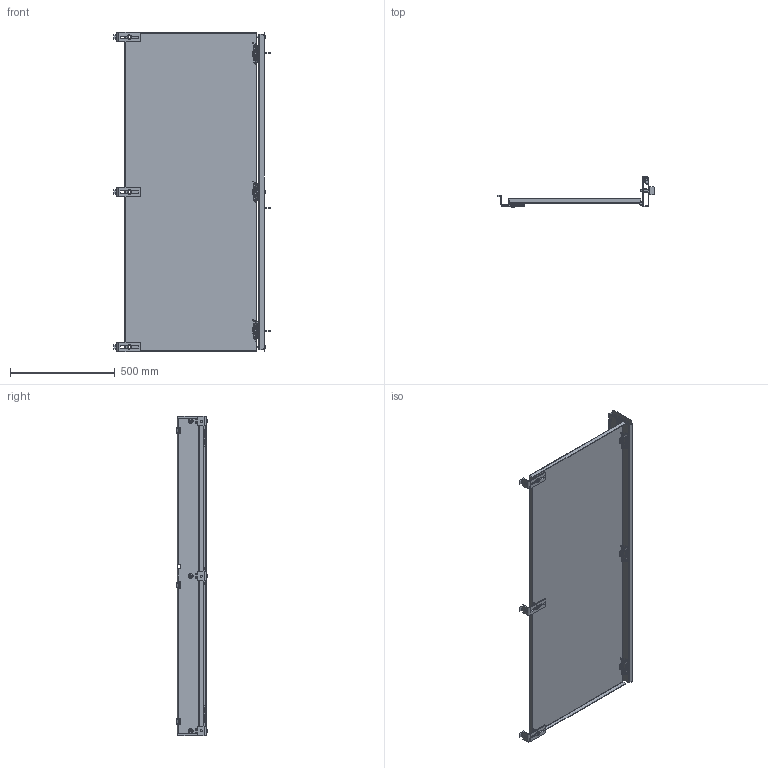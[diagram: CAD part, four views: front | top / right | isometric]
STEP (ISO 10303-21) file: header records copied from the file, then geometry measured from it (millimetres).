
FILE_DESCRIPTION (( 'STEP AP214' ), '1' );
FILE_NAME ('SCE-72SP30F3.STEP', '2022-07-20T10:01:35', ( '' ), ( '' ), 'SwSTEP 2.0', 'SolidWorks 2021', '' );
FILE_SCHEMA (( 'AUTOMOTIVE_DESIGN' ));
Length unit declared in the file: inch
Products named in the file (1): SCE-72SP30F3
Bounding box: 745.13 x 144.28 x 1527.01 mm (x, y, z)
Volume: 3729422.5 mm3; surface area: 2815237.4 mm2
Topology: 53 solids, 53 shells, 2455 faces, 6365 edges, 4022 vertices
Faces by surface type: plane 1207, cylinder 915, cone 138, bspline 89, torus 60, sphere 46
Full cylindrical faces by diameter (mm): 1.016 x6, 3.962 x3, 5.105 x12, 5.537 x6, 6.35 x12, 20.638 x1
Entity records: 92395 total; most frequent: CARTESIAN_POINT 31630, ORIENTED_EDGE 12566, DIRECTION 12379, EDGE_CURVE 6283, AXIS2_PLACEMENT_3D 4324, VERTEX_POINT 4012, VECTOR 3731, LINE 3731
